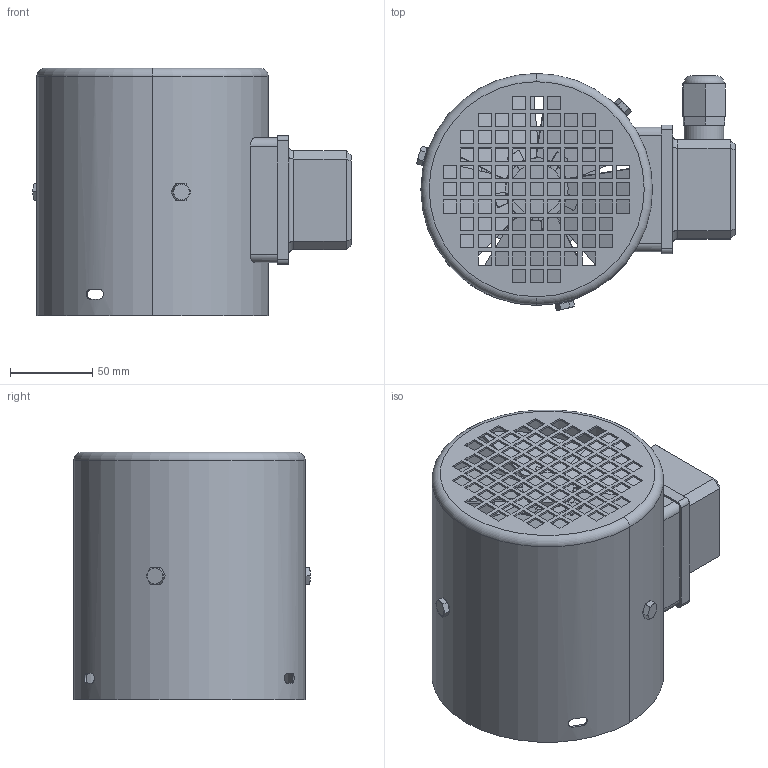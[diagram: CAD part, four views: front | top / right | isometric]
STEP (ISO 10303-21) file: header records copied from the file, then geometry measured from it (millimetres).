
FILE_DESCRIPTION (( 'STEP AP203' ), '1' );
FILE_NAME ('71.STEP', '2022-08-18T05:41:35', ( 'Microsoft' ), ( 'Microsoft' ), 'SwSTEP 2.0', 'SolidWorks 2016', '' );
FILE_SCHEMA (( 'CONFIG_CONTROL_DESIGN' ));
Length unit declared in the file: millimetre
Products named in the file (12): 71瑞芠; 63萇儂; 71珔梟; 71ҶƬ; 71盓傅裝; 71萇儂蚾饜; hexagon head bolts-full thread gb_GB_FASTENER_BOLT_STBAB A M6X25-C; 苤盄碟; 71盄碟菁; 苤諉盄碟堤盄杶; 71諉盄碟蚾饜极; 71
Assembly tree (21 placements, depth 3):
  71
    71瑞芠
    71萇儂蚾饜
      63萇儂
      71珔梟  x5
      71ҶƬ  x5
      71盓傅裝
    hexagon head bolts-full thread gb_GB_FASTENER_BOLT_STBAB A M6X25-C  x3
    71諉盄碟蚾饜极
      苤盄碟
      71盄碟菁
      苤諉盄碟堤盄杶
Bounding box: 193.12 x 143.6 x 150 mm (x, y, z)
Volume: 421601.4 mm3; surface area: 264846.4 mm2
Topology: 19 solids, 19 shells, 800 faces, 2135 edges, 1385 vertices
Faces by surface type: plane 570, cylinder 168, cone 36, bspline 20, torus 6
Entity records: 21163 total; most frequent: CARTESIAN_POINT 4050, ORIENTED_EDGE 3274, DIRECTION 2981, EDGE_CURVE 1637, LINE 1381, VECTOR 1381, VERTEX_POINT 1073, AXIS2_PLACEMENT_3D 800
